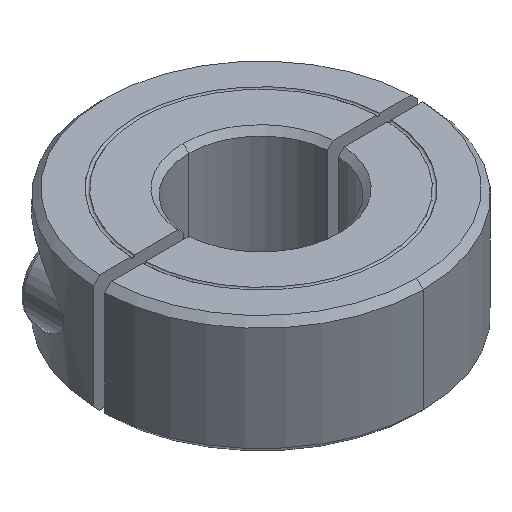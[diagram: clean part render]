
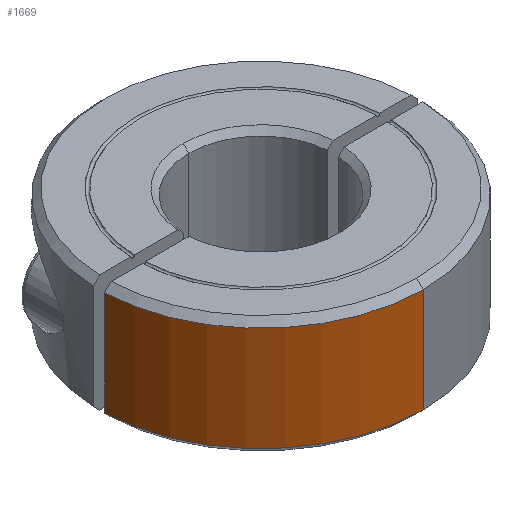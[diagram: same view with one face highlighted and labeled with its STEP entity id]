
A CAD part, isometric view. The second image highlights one B-rep face of the part: STEP entity #1669.
In plain terms, the highlighted cylindrical face has radius 18 mm (diameter 36 mm), a partial arc.
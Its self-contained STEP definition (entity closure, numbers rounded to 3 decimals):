
#993=EDGE_CURVE('',#1499,#1451,#2154,.T.);
#1335=EDGE_CURVE('',#1543,#1451,#2531,.T.);
#1337=VERTEX_POINT('',#2533);
#1339=EDGE_CURVE('',#1337,#1499,#2535,.T.);
#1451=VERTEX_POINT('',#2659);
#1459=EDGE_CURVE('',#1543,#1337,#2667,.T.);
#1499=VERTEX_POINT('',#2713);
#1543=VERTEX_POINT('',#2766);
#1669=ADVANCED_FACE('',(#2913),#2914,.T.);
#2154=LINE('',#3811,#3812);
#2531=CIRCLE('',#4551,18.0);
#2533=CARTESIAN_POINT('',(-17.989,-0.63,0.72));
#2535=CIRCLE('',#4556,18.0);
#2659=CARTESIAN_POINT('',(0.,-18.0,12.28));
#2667=LINE('',#4755,#4756);
#2713=CARTESIAN_POINT('',(0.,-18.0,0.72));
#2766=CARTESIAN_POINT('',(-17.989,-0.63,12.28));
#2913=FACE_OUTER_BOUND('',#5128,.T.);
#2914=CYLINDRICAL_SURFACE('',#5129,18.0);
#3811=CARTESIAN_POINT('',(0.,-18.0,6.5));
#3812=VECTOR('',#5657,1.0);
#4551=AXIS2_PLACEMENT_3D('',#6091,#6092,#6093);
#4556=AXIS2_PLACEMENT_3D('',#6094,#6095,#6096);
#4755=CARTESIAN_POINT('',(-17.989,-0.63,6.5));
#4756=VECTOR('',#6229,1.0);
#5128=EDGE_LOOP('',(#6574,#6575,#6576,#6577));
#5129=AXIS2_PLACEMENT_3D('',#6578,#6579,#6580);
#5657=DIRECTION('',(0.,0.,1.0));
#6091=CARTESIAN_POINT('',(0.,0.,12.28));
#6092=DIRECTION('',(0.,0.,1.0));
#6093=DIRECTION('',(0.0,-1.0,0.));
#6094=CARTESIAN_POINT('',(0.,0.,0.72));
#6095=DIRECTION('',(0.,0.,1.0));
#6096=DIRECTION('',(0.0,-1.0,0.));
#6229=DIRECTION('',(0.,0.,-1.0));
#6574=ORIENTED_EDGE('',*,*,#993,.T.);
#6575=ORIENTED_EDGE('',*,*,#1335,.F.);
#6576=ORIENTED_EDGE('',*,*,#1459,.T.);
#6577=ORIENTED_EDGE('',*,*,#1339,.T.);
#6578=CARTESIAN_POINT('',(0.,0.,6.5));
#6579=DIRECTION('',(0.,0.,-1.0));
#6580=DIRECTION('',(0.0,-1.0,0.));
